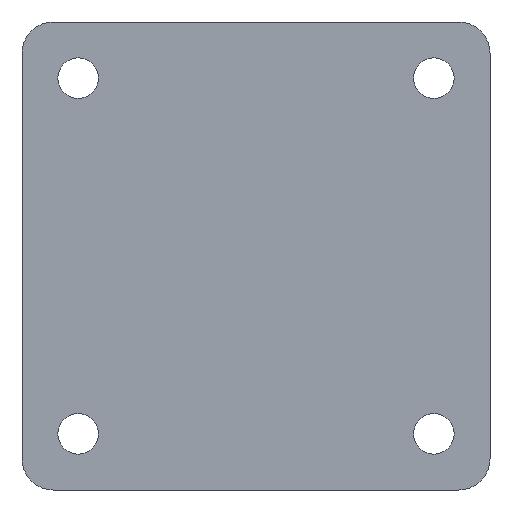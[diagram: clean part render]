
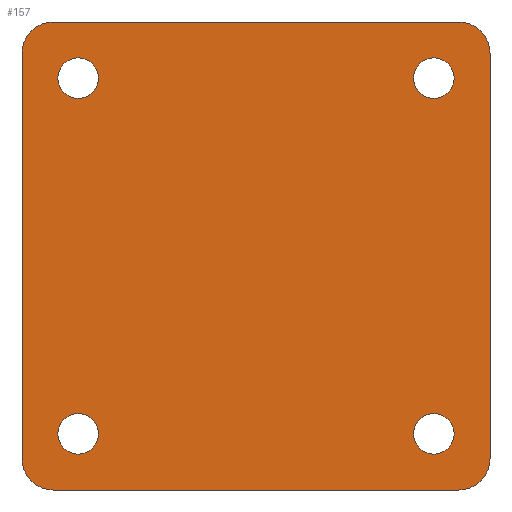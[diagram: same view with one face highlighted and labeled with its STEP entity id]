
A CAD part, front view. The second image highlights one B-rep face of the part: STEP entity #157.
In plain terms, the highlighted planar face has unit normal (0, -1, 0).
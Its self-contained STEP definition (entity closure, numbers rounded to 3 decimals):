
#157 = ADVANCED_FACE( '', ( #353, #354, #355, #356, #357 ), #358, .F. );
#353 = FACE_BOUND( '', #590, .T. );
#354 = FACE_BOUND( '', #591, .T. );
#355 = FACE_BOUND( '', #592, .T. );
#356 = FACE_BOUND( '', #593, .T. );
#357 = FACE_OUTER_BOUND( '', #594, .T. );
#358 = PLANE( '', #595 );
#590 = EDGE_LOOP( '', ( #1008 ) );
#591 = EDGE_LOOP( '', ( #1009 ) );
#592 = EDGE_LOOP( '', ( #1010 ) );
#593 = EDGE_LOOP( '', ( #1011 ) );
#594 = EDGE_LOOP( '', ( #1012, #1013, #1014, #1015, #1016, #1017, #1018, #1019 ) );
#595 = AXIS2_PLACEMENT_3D( '', #1020, #1021, #1022 );
#1008 = ORIENTED_EDGE( '', *, *, #1501, .T. );
#1009 = ORIENTED_EDGE( '', *, *, #1502, .T. );
#1010 = ORIENTED_EDGE( '', *, *, #1438, .T. );
#1011 = ORIENTED_EDGE( '', *, *, #1503, .T. );
#1012 = ORIENTED_EDGE( '', *, *, #1350, .F. );
#1013 = ORIENTED_EDGE( '', *, *, #1504, .F. );
#1014 = ORIENTED_EDGE( '', *, *, #1416, .F. );
#1015 = ORIENTED_EDGE( '', *, *, #1505, .F. );
#1016 = ORIENTED_EDGE( '', *, *, #1411, .F. );
#1017 = ORIENTED_EDGE( '', *, *, #1506, .F. );
#1018 = ORIENTED_EDGE( '', *, *, #1440, .F. );
#1019 = ORIENTED_EDGE( '', *, *, #1507, .F. );
#1020 = CARTESIAN_POINT( '', ( -32.5, 0., -32.5 ) );
#1021 = DIRECTION( '', ( 0., 1., 0. ) );
#1022 = DIRECTION( '', ( 0., 0., 1. ) );
#1350 = EDGE_CURVE( '', #1601, #1602, #1603, .T. );
#1411 = EDGE_CURVE( '', #1705, #1706, #1707, .T. );
#1416 = EDGE_CURVE( '', #1714, #1715, #1716, .T. );
#1438 = EDGE_CURVE( '', #1753, #1753, #1754, .T. );
#1440 = EDGE_CURVE( '', #1756, #1757, #1758, .T. );
#1501 = EDGE_CURVE( '', #1848, #1848, #1849, .T. );
#1502 = EDGE_CURVE( '', #1850, #1850, #1851, .T. );
#1503 = EDGE_CURVE( '', #1852, #1852, #1853, .T. );
#1504 = EDGE_CURVE( '', #1715, #1601, #1854, .T. );
#1505 = EDGE_CURVE( '', #1706, #1714, #1855, .T. );
#1506 = EDGE_CURVE( '', #1757, #1705, #1856, .T. );
#1507 = EDGE_CURVE( '', #1602, #1756, #1857, .T. );
#1601 = VERTEX_POINT( '', #1972 );
#1602 = VERTEX_POINT( '', #1973 );
#1603 = CIRCLE( '', #1974, 5. );
#1705 = VERTEX_POINT( '', #2121 );
#1706 = VERTEX_POINT( '', #2122 );
#1707 = CIRCLE( '', #2123, 5. );
#1714 = VERTEX_POINT( '', #2132 );
#1715 = VERTEX_POINT( '', #2133 );
#1716 = CIRCLE( '', #2134, 5. );
#1753 = VERTEX_POINT( '', #2183 );
#1754 = CIRCLE( '', #2184, 3.25 );
#1756 = VERTEX_POINT( '', #2186 );
#1757 = VERTEX_POINT( '', #2187 );
#1758 = CIRCLE( '', #2188, 5. );
#1848 = VERTEX_POINT( '', #2320 );
#1849 = CIRCLE( '', #2321, 3.25 );
#1850 = VERTEX_POINT( '', #2322 );
#1851 = CIRCLE( '', #2323, 3.25 );
#1852 = VERTEX_POINT( '', #2324 );
#1853 = CIRCLE( '', #2325, 3.25 );
#1854 = LINE( '', #2326, #2327 );
#1855 = LINE( '', #2328, #2329 );
#1856 = LINE( '', #2330, #2331 );
#1857 = LINE( '', #2332, #2333 );
#1972 = CARTESIAN_POINT( '', ( -32.5, 0., -37.5 ) );
#1973 = CARTESIAN_POINT( '', ( -37.5, 0., -32.5 ) );
#1974 = AXIS2_PLACEMENT_3D( '', #2456, #2457, #2458 );
#2121 = CARTESIAN_POINT( '', ( 32.5, 0., 37.5 ) );
#2122 = CARTESIAN_POINT( '', ( 37.5, 0., 32.5 ) );
#2123 = AXIS2_PLACEMENT_3D( '', #2513, #2514, #2515 );
#2132 = CARTESIAN_POINT( '', ( 37.5, 0., -32.5 ) );
#2133 = CARTESIAN_POINT( '', ( 32.5, 0., -37.5 ) );
#2134 = AXIS2_PLACEMENT_3D( '', #2521, #2522, #2523 );
#2183 = CARTESIAN_POINT( '', ( -25.25, 0., 28.5 ) );
#2184 = AXIS2_PLACEMENT_3D( '', #2554, #2555, #2556 );
#2186 = CARTESIAN_POINT( '', ( -37.5, 0., 32.5 ) );
#2187 = CARTESIAN_POINT( '', ( -32.5, 0., 37.5 ) );
#2188 = AXIS2_PLACEMENT_3D( '', #2557, #2558, #2559 );
#2320 = CARTESIAN_POINT( '', ( 31.75, 0., 28.5 ) );
#2321 = AXIS2_PLACEMENT_3D( '', #2617, #2618, #2619 );
#2322 = CARTESIAN_POINT( '', ( 31.75, 0., -28.5 ) );
#2323 = AXIS2_PLACEMENT_3D( '', #2620, #2621, #2622 );
#2324 = CARTESIAN_POINT( '', ( -25.25, 0., -28.5 ) );
#2325 = AXIS2_PLACEMENT_3D( '', #2623, #2624, #2625 );
#2326 = CARTESIAN_POINT( '', ( 32.5, 0., -37.5 ) );
#2327 = VECTOR( '', #2626, 1000. );
#2328 = CARTESIAN_POINT( '', ( 37.5, 0., 32.5 ) );
#2329 = VECTOR( '', #2627, 1000. );
#2330 = CARTESIAN_POINT( '', ( -32.5, 0., 37.5 ) );
#2331 = VECTOR( '', #2628, 1000. );
#2332 = CARTESIAN_POINT( '', ( -37.5, 0., -32.5 ) );
#2333 = VECTOR( '', #2629, 1000. );
#2456 = CARTESIAN_POINT( '', ( -32.5, 0., -32.5 ) );
#2457 = DIRECTION( '', ( 0., 1., 0. ) );
#2458 = DIRECTION( '', ( 1., 0., 0. ) );
#2513 = CARTESIAN_POINT( '', ( 32.5, 0., 32.5 ) );
#2514 = DIRECTION( '', ( 0., 1., 0. ) );
#2515 = DIRECTION( '', ( 1., 0., 0. ) );
#2521 = CARTESIAN_POINT( '', ( 32.5, 0., -32.5 ) );
#2522 = DIRECTION( '', ( 0., 1., 0. ) );
#2523 = DIRECTION( '', ( 1., 0., 0. ) );
#2554 = CARTESIAN_POINT( '', ( -28.5, 0., 28.5 ) );
#2555 = DIRECTION( '', ( 0., 1., 0. ) );
#2556 = DIRECTION( '', ( 1., 0., 0. ) );
#2557 = CARTESIAN_POINT( '', ( -32.5, 0., 32.5 ) );
#2558 = DIRECTION( '', ( 0., 1., 0. ) );
#2559 = DIRECTION( '', ( 1., 0., 0. ) );
#2617 = CARTESIAN_POINT( '', ( 28.5, 0., 28.5 ) );
#2618 = DIRECTION( '', ( 0., 1., 0. ) );
#2619 = DIRECTION( '', ( 1., 0., 0. ) );
#2620 = CARTESIAN_POINT( '', ( 28.5, 0., -28.5 ) );
#2621 = DIRECTION( '', ( 0., 1., 0. ) );
#2622 = DIRECTION( '', ( 1., 0., 0. ) );
#2623 = CARTESIAN_POINT( '', ( -28.5, 0., -28.5 ) );
#2624 = DIRECTION( '', ( 0., 1., 0. ) );
#2625 = DIRECTION( '', ( 1., 0., 0. ) );
#2626 = DIRECTION( '', ( -1., 0., 0. ) );
#2627 = DIRECTION( '', ( 0., 0., -1. ) );
#2628 = DIRECTION( '', ( 1., 0., 0. ) );
#2629 = DIRECTION( '', ( 0., 0., 1. ) );
